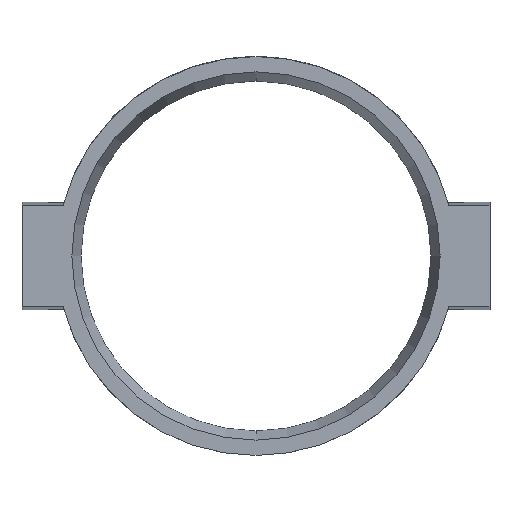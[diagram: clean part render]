
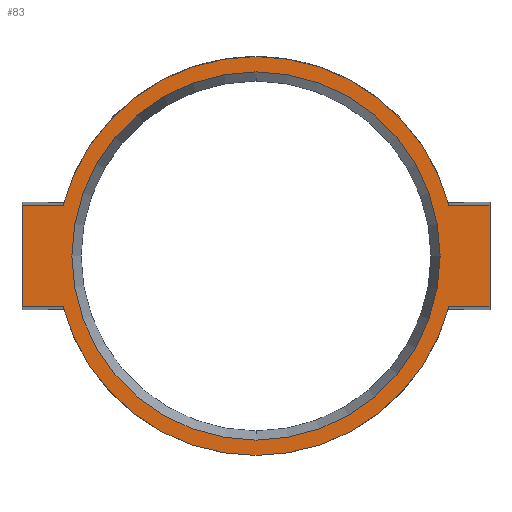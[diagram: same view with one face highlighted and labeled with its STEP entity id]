
A CAD part, front view. The second image highlights one B-rep face of the part: STEP entity #83.
In plain terms, the highlighted planar face has unit normal (0, -1, 0).
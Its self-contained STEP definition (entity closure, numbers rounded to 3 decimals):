
#2 = ORIENTED_EDGE ( 'NONE', *, *, #240, .F. ) ;
#9 = LINE ( 'NONE', #410, #509 ) ;
#11 = ORIENTED_EDGE ( 'NONE', *, *, #158, .T. ) ;
#22 = EDGE_CURVE ( 'NONE', #99, #241, #46, .T. ) ;
#33 = VECTOR ( 'NONE', #376, 1000. ) ;
#35 = VERTEX_POINT ( 'NONE', #367 ) ;
#40 = ORIENTED_EDGE ( 'NONE', *, *, #22, .F. ) ;
#45 = VERTEX_POINT ( 'NONE', #103 ) ;
#46 = LINE ( 'NONE', #154, #491 ) ;
#51 = CARTESIAN_POINT ( 'NONE',  ( 25.142, 0., 6.625 ) ) ;
#55 = EDGE_CURVE ( 'NONE', #99, #392, #270, .T. ) ;
#74 = EDGE_CURVE ( 'NONE', #299, #335, #308, .T. ) ;
#78 = VECTOR ( 'NONE', #148, 1000. ) ;
#83 = ADVANCED_FACE ( 'NONE', ( #556, #404 ), #656, .T. ) ;
#93 = DIRECTION ( 'NONE',  ( 0., -1., 0. ) ) ;
#95 = VECTOR ( 'NONE', #438, 1000. ) ;
#99 = VERTEX_POINT ( 'NONE', #51 ) ;
#101 = ORIENTED_EDGE ( 'NONE', *, *, #385, .T. ) ;
#103 = CARTESIAN_POINT ( 'NONE',  ( 0., 0., -24. ) ) ;
#107 = CIRCLE ( 'NONE', #490, 26. ) ;
#110 = CARTESIAN_POINT ( 'NONE',  ( 0., 0., 0. ) ) ;
#112 = DIRECTION ( 'NONE',  ( 0., 1., 0. ) ) ;
#124 = CARTESIAN_POINT ( 'NONE',  ( 30.5, 0., 6.625 ) ) ;
#133 = ORIENTED_EDGE ( 'NONE', *, *, #167, .F. ) ;
#139 = EDGE_CURVE ( 'NONE', #147, #45, #160, .T. ) ;
#147 = VERTEX_POINT ( 'NONE', #381 ) ;
#148 = DIRECTION ( 'NONE',  ( 0., 0., -1. ) ) ;
#154 = CARTESIAN_POINT ( 'NONE',  ( -30.5, 0., 6.625 ) ) ;
#155 = DIRECTION ( 'NONE',  ( 0., -1., 0. ) ) ;
#158 = EDGE_CURVE ( 'NONE', #608, #441, #576, .T. ) ;
#159 = DIRECTION ( 'NONE',  ( 0., 0., -1. ) ) ;
#160 = CIRCLE ( 'NONE', #620, 24. ) ;
#167 = EDGE_CURVE ( 'NONE', #299, #392, #229, .T. ) ;
#182 = ORIENTED_EDGE ( 'NONE', *, *, #74, .T. ) ;
#186 = ORIENTED_EDGE ( 'NONE', *, *, #139, .T. ) ;
#193 = DIRECTION ( 'NONE',  ( 0., 0., -1. ) ) ;
#197 = AXIS2_PLACEMENT_3D ( 'NONE', #501, #93, #258 ) ;
#225 = ORIENTED_EDGE ( 'NONE', *, *, #55, .T. ) ;
#226 = CARTESIAN_POINT ( 'NONE',  ( -30.5, 0., 6.625 ) ) ;
#228 = DIRECTION ( 'NONE',  ( 0., 0., -1. ) ) ;
#229 = LINE ( 'NONE', #226, #95 ) ;
#240 = EDGE_CURVE ( 'NONE', #241, #441, #624, .T. ) ;
#241 = VERTEX_POINT ( 'NONE', #124 ) ;
#255 = CARTESIAN_POINT ( 'NONE',  ( 0., 0., -26. ) ) ;
#258 = DIRECTION ( 'NONE',  ( 0., 0., -1. ) ) ;
#270 = CIRCLE ( 'NONE', #197, 26. ) ;
#272 = EDGE_CURVE ( 'NONE', #35, #411, #532, .T. ) ;
#273 = CARTESIAN_POINT ( 'NONE',  ( 0., 0., 0. ) ) ;
#276 = DIRECTION ( 'NONE',  ( 0., 0., 1. ) ) ;
#282 = EDGE_CURVE ( 'NONE', #45, #147, #402, .T. ) ;
#283 = AXIS2_PLACEMENT_3D ( 'NONE', #567, #323, #193 ) ;
#299 = VERTEX_POINT ( 'NONE', #520 ) ;
#308 = LINE ( 'NONE', #354, #78 ) ;
#311 = CARTESIAN_POINT ( 'NONE',  ( -25.142, 0., 6.625 ) ) ;
#313 = DIRECTION ( 'NONE',  ( 1., 0., 0. ) ) ;
#317 = ORIENTED_EDGE ( 'NONE', *, *, #272, .T. ) ;
#323 = DIRECTION ( 'NONE',  ( 0., -1., 0. ) ) ;
#329 = AXIS2_PLACEMENT_3D ( 'NONE', #273, #155, #159 ) ;
#333 = CARTESIAN_POINT ( 'NONE',  ( -30.5, 0., -6.625 ) ) ;
#335 = VERTEX_POINT ( 'NONE', #574 ) ;
#339 = EDGE_LOOP ( 'NONE', ( #421, #186 ) ) ;
#344 = DIRECTION ( 'NONE',  ( 0., 0., 1. ) ) ;
#354 = CARTESIAN_POINT ( 'NONE',  ( -30.5, 0., -6.625 ) ) ;
#361 = DIRECTION ( 'NONE',  ( 1., 0., 0. ) ) ;
#367 = CARTESIAN_POINT ( 'NONE',  ( -25.142, 0., -6.625 ) ) ;
#376 = DIRECTION ( 'NONE',  ( 1., 0., 0. ) ) ;
#377 = DIRECTION ( 'NONE',  ( 0., 1., 0. ) ) ;
#381 = CARTESIAN_POINT ( 'NONE',  ( 0., 0., 24. ) ) ;
#385 = EDGE_CURVE ( 'NONE', #335, #35, #9, .T. ) ;
#386 = CARTESIAN_POINT ( 'NONE',  ( 30.5, 0., -6.625 ) ) ;
#392 = VERTEX_POINT ( 'NONE', #311 ) ;
#402 = CIRCLE ( 'NONE', #652, 24. ) ;
#404 = FACE_BOUND ( 'NONE', #339, .T. ) ;
#410 = CARTESIAN_POINT ( 'NONE',  ( -30.5, 0., -6.625 ) ) ;
#411 = VERTEX_POINT ( 'NONE', #255 ) ;
#421 = ORIENTED_EDGE ( 'NONE', *, *, #282, .T. ) ;
#438 = DIRECTION ( 'NONE',  ( 1., 0., 0. ) ) ;
#441 = VERTEX_POINT ( 'NONE', #460 ) ;
#452 = ORIENTED_EDGE ( 'NONE', *, *, #606, .T. ) ;
#460 = CARTESIAN_POINT ( 'NONE',  ( 30.5, 0., -6.625 ) ) ;
#479 = VECTOR ( 'NONE', #585, 1000. ) ;
#487 = CARTESIAN_POINT ( 'NONE',  ( 25.142, 0., -6.625 ) ) ;
#490 = AXIS2_PLACEMENT_3D ( 'NONE', #529, #626, #228 ) ;
#491 = VECTOR ( 'NONE', #313, 1000. ) ;
#501 = CARTESIAN_POINT ( 'NONE',  ( 0., 0., 0. ) ) ;
#509 = VECTOR ( 'NONE', #361, 1000. ) ;
#520 = CARTESIAN_POINT ( 'NONE',  ( -30.5, 0., 6.625 ) ) ;
#529 = CARTESIAN_POINT ( 'NONE',  ( 0., 0., 0. ) ) ;
#532 = CIRCLE ( 'NONE', #329, 26. ) ;
#539 = CARTESIAN_POINT ( 'NONE',  ( 0., 0., 0. ) ) ;
#556 = FACE_OUTER_BOUND ( 'NONE', #647, .T. ) ;
#567 = CARTESIAN_POINT ( 'NONE',  ( -30.5, 0., -6.625 ) ) ;
#574 = CARTESIAN_POINT ( 'NONE',  ( -30.5, 0., -6.625 ) ) ;
#576 = LINE ( 'NONE', #333, #33 ) ;
#585 = DIRECTION ( 'NONE',  ( 0., 0., -1. ) ) ;
#606 = EDGE_CURVE ( 'NONE', #411, #608, #107, .T. ) ;
#608 = VERTEX_POINT ( 'NONE', #487 ) ;
#620 = AXIS2_PLACEMENT_3D ( 'NONE', #539, #112, #344 ) ;
#624 = LINE ( 'NONE', #386, #479 ) ;
#626 = DIRECTION ( 'NONE',  ( 0., -1., 0. ) ) ;
#647 = EDGE_LOOP ( 'NONE', ( #225, #133, #182, #101, #317, #452, #11, #2, #40 ) ) ;
#652 = AXIS2_PLACEMENT_3D ( 'NONE', #110, #377, #276 ) ;
#656 = PLANE ( 'NONE',  #283 ) ;
